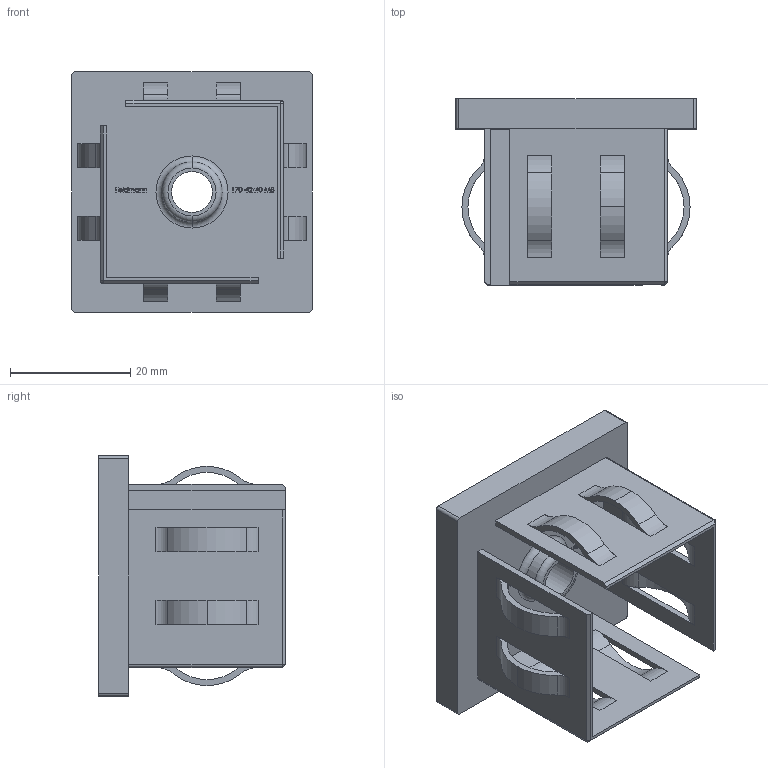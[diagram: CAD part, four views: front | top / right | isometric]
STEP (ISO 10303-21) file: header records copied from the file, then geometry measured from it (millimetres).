
FILE_DESCRIPTION (( 'STEP AP203' ), '1' );
FILE_NAME ('170-40x40-M8.step', '2019-09-16T11:00:52', ( '' ), ( '' ), 'SwSTEP 2.0', 'SolidWorks 2015', '' );
FILE_SCHEMA (( 'CONFIG_CONTROL_DESIGN' ));
Length unit declared in the file: millimetre
Products named in the file (1): 170-40x40-M8
Bounding box: 40 x 31 x 40 mm (x, y, z)
Volume: 10693.2 mm3; surface area: 10187.7 mm2
Topology: 1 solids, 1 shells, 378 faces, 1035 edges, 674 vertices
Faces by surface type: plane 212, bspline 92, cylinder 66, cone 4, torus 4
Entity records: 17380 total; most frequent: CARTESIAN_POINT 8146, ORIENTED_EDGE 2066, DIRECTION 1597, EDGE_CURVE 1033, LINE 675, VECTOR 675, VERTEX_POINT 674, AXIS2_PLACEMENT_3D 461
